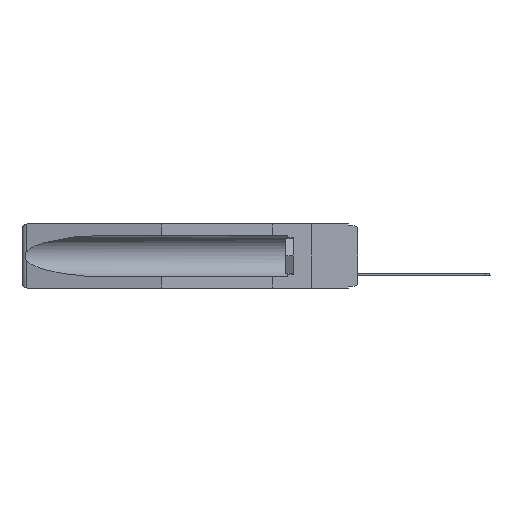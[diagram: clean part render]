
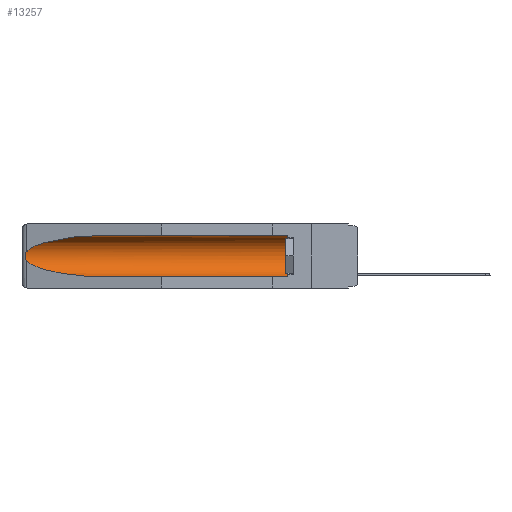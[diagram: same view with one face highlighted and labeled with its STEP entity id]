
A CAD part, left-side view. The second image highlights one B-rep face of the part: STEP entity #13257.
In plain terms, the highlighted cylindrical face has radius 2.857 mm (diameter 5.715 mm), a partial arc.
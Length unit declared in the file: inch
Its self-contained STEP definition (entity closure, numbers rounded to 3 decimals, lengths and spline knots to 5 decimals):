
#143 = ORIENTED_EDGE ( 'NONE', *, *, #12786, .T. ) ;
#350 = EDGE_CURVE ( 'NONE', #11333, #12993, #2327, .T. ) ;
#450 = EDGE_CURVE ( 'NONE', #20591, #11333, #2815, .T. ) ;
#983 = CARTESIAN_POINT ( 'NONE',  ( 0.26537, 1.52718, -0.14972 ) ) ;
#1061 =( BOUNDED_CURVE ( )  B_SPLINE_CURVE ( 3, ( #12187, #4409, #6130, #19369 ),
 .UNSPECIFIED., .F., .F. ) 
 B_SPLINE_CURVE_WITH_KNOTS ( ( 4, 4 ),
 ( 4.71239, 6.08839 ),
 .UNSPECIFIED. ) 
 CURVE ( )  GEOMETRIC_REPRESENTATION_ITEM ( )  RATIONAL_B_SPLINE_CURVE ( ( 1., 0.848, 0.848, 1. ) ) 
 REPRESENTATION_ITEM ( '' )  );
#1116 = VERTEX_POINT ( 'NONE', #19797 ) ;
#1751 = ORIENTED_EDGE ( 'NONE', *, *, #10921, .T. ) ;
#2171 = LINE ( 'NONE', #6804, #19355 ) ;
#2327 =( BOUNDED_CURVE ( )  B_SPLINE_CURVE ( 3, ( #11253, #16266, #9662, #19660 ),
 .UNSPECIFIED., .F., .F. ) 
 B_SPLINE_CURVE_WITH_KNOTS ( ( 4, 4 ),
 ( 0.1948, 1.5708 ),
 .UNSPECIFIED. ) 
 CURVE ( )  GEOMETRIC_REPRESENTATION_ITEM ( )  RATIONAL_B_SPLINE_CURVE ( ( 1., 0.848, 0.848, 1. ) ) 
 REPRESENTATION_ITEM ( '' )  );
#2480 = EDGE_LOOP ( 'NONE', ( #3105, #16632, #3906, #3360, #1751, #143 ) ) ;
#2715 = CARTESIAN_POINT ( 'NONE',  ( 0.26597, 1.5296, -0.19026 ) ) ;
#2815 = B_SPLINE_CURVE_WITH_KNOTS ( 'NONE', 3,
 ( #983, #7677, #12640, #19104, #14038, #20908, #4150, #10841, #2715, #14334 ),
 .UNSPECIFIED., .F., .F.,
 ( 4, 2, 2, 2, 4 ),
 ( 0., 0.00029, 0.00058, 0.00087, 0.00117 ),
 .UNSPECIFIED. ) ;
#3105 = ORIENTED_EDGE ( 'NONE', *, *, #8051, .T. ) ;
#3296 = VERTEX_POINT ( 'NONE', #13731 ) ;
#3360 = ORIENTED_EDGE ( 'NONE', *, *, #6223, .F. ) ;
#3457 = DIRECTION ( 'NONE',  ( 0., 1., 0. ) ) ;
#3906 = ORIENTED_EDGE ( 'NONE', *, *, #350, .T. ) ;
#4150 = CARTESIAN_POINT ( 'NONE',  ( 0.2673, 1.53269, -0.17917 ) ) ;
#4409 = CARTESIAN_POINT ( 'NONE',  ( 0.21114, 1.30732, -0.059 ) ) ;
#5305 = VERTEX_POINT ( 'NONE', #16886 ) ;
#5350 = CARTESIAN_POINT ( 'NONE',  ( 0.155, -0.30754, -0.1715 ) ) ;
#6130 = CARTESIAN_POINT ( 'NONE',  ( 0.25451, 1.48313, -0.09465 ) ) ;
#6223 = EDGE_CURVE ( 'NONE', #5305, #12993, #2171, .T. ) ;
#6405 = CARTESIAN_POINT ( 'NONE',  ( 0.155, -0.30754, -0.059 ) ) ;
#6804 = CARTESIAN_POINT ( 'NONE',  ( 0.155, -0.30754, -0.284 ) ) ;
#6885 = CARTESIAN_POINT ( 'NONE',  ( 0.155, 0.126, -0.1715 ) ) ;
#6992 = DIRECTION ( 'NONE',  ( 0., -1., 0. ) ) ;
#7547 = CARTESIAN_POINT ( 'NONE',  ( 0.26537, 1.52718, -0.14972 ) ) ;
#7677 = CARTESIAN_POINT ( 'NONE',  ( 0.26597, 1.52961, -0.15275 ) ) ;
#8051 = EDGE_CURVE ( 'NONE', #1116, #20591, #1061, .T. ) ;
#8137 = DIRECTION ( 'NONE',  ( 0., 1., 0. ) ) ;
#8473 = DIRECTION ( 'NONE',  ( 0., 1., 0. ) ) ;
#9101 = CARTESIAN_POINT ( 'NONE',  ( 0.26537, 1.52718, -0.19328 ) ) ;
#9662 = CARTESIAN_POINT ( 'NONE',  ( 0.21114, 1.30732, -0.284 ) ) ;
#10841 = CARTESIAN_POINT ( 'NONE',  ( 0.26655, 1.53094, -0.18657 ) ) ;
#10921 = EDGE_CURVE ( 'NONE', #5305, #3296, #14338, .T. ) ;
#11253 = CARTESIAN_POINT ( 'NONE',  ( 0.26537, 1.52718, -0.19328 ) ) ;
#11333 = VERTEX_POINT ( 'NONE', #9101 ) ;
#12187 = CARTESIAN_POINT ( 'NONE',  ( 0.155, 1.07973, -0.059 ) ) ;
#12640 = CARTESIAN_POINT ( 'NONE',  ( 0.26654, 1.53092, -0.15636 ) ) ;
#12786 = EDGE_CURVE ( 'NONE', #3296, #1116, #17629, .T. ) ;
#12993 = VERTEX_POINT ( 'NONE', #13530 ) ;
#13257 = ADVANCED_FACE ( 'NONE', ( #13437 ), #16297, .F. ) ;
#13437 = FACE_OUTER_BOUND ( 'NONE', #2480, .T. ) ;
#13530 = CARTESIAN_POINT ( 'NONE',  ( 0.155, 1.07973, -0.284 ) ) ;
#13731 = CARTESIAN_POINT ( 'NONE',  ( 0.155, 0.126, -0.059 ) ) ;
#13924 = AXIS2_PLACEMENT_3D ( 'NONE', #5350, #8473, #16880 ) ;
#14038 = CARTESIAN_POINT ( 'NONE',  ( 0.2675, 1.53308, -0.16763 ) ) ;
#14334 = CARTESIAN_POINT ( 'NONE',  ( 0.26537, 1.52718, -0.19328 ) ) ;
#14338 = CIRCLE ( 'NONE', #18208, 0.1125 ) ;
#15280 = VECTOR ( 'NONE', #8137, 39.37008 ) ;
#16266 = CARTESIAN_POINT ( 'NONE',  ( 0.25451, 1.48313, -0.24835 ) ) ;
#16297 = CYLINDRICAL_SURFACE ( 'NONE', #13924, 0.1125 ) ;
#16632 = ORIENTED_EDGE ( 'NONE', *, *, #450, .T. ) ;
#16880 = DIRECTION ( 'NONE',  ( 0., 0., 1. ) ) ;
#16886 = CARTESIAN_POINT ( 'NONE',  ( 0.155, 0.126, -0.284 ) ) ;
#17629 = LINE ( 'NONE', #6405, #15280 ) ;
#18208 = AXIS2_PLACEMENT_3D ( 'NONE', #6885, #6992, #20293 ) ;
#19104 = CARTESIAN_POINT ( 'NONE',  ( 0.2673, 1.5327, -0.16383 ) ) ;
#19355 = VECTOR ( 'NONE', #3457, 39.37008 ) ;
#19369 = CARTESIAN_POINT ( 'NONE',  ( 0.26537, 1.52718, -0.14972 ) ) ;
#19660 = CARTESIAN_POINT ( 'NONE',  ( 0.155, 1.07973, -0.284 ) ) ;
#19797 = CARTESIAN_POINT ( 'NONE',  ( 0.155, 1.07973, -0.059 ) ) ;
#20293 = DIRECTION ( 'NONE',  ( 0., 0., 1. ) ) ;
#20591 = VERTEX_POINT ( 'NONE', #7547 ) ;
#20908 = CARTESIAN_POINT ( 'NONE',  ( 0.2675, 1.53308, -0.17534 ) ) ;
